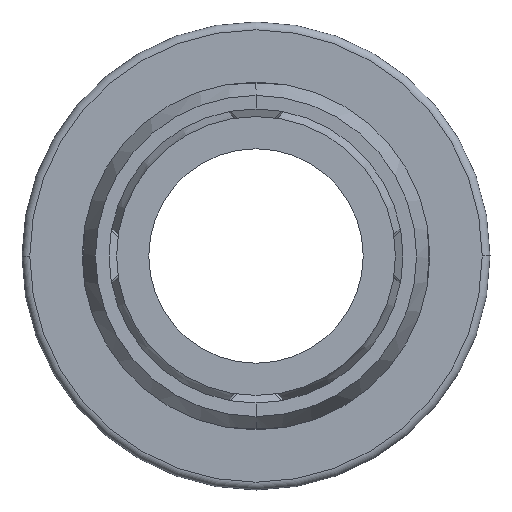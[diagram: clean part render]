
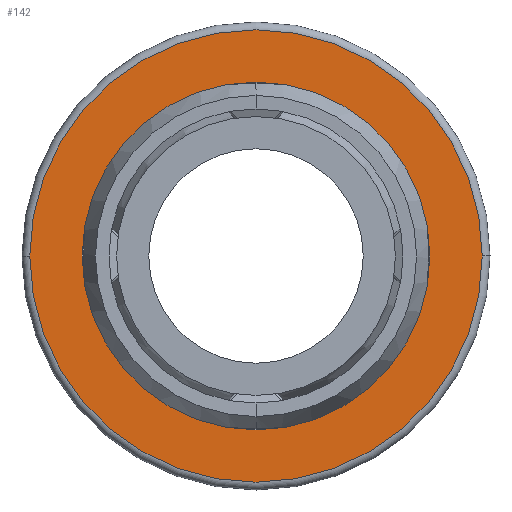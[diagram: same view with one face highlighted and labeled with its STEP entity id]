
A CAD part, left-side view. The second image highlights one B-rep face of the part: STEP entity #142.
In plain terms, the highlighted planar face has unit normal (-1, 0, 0).
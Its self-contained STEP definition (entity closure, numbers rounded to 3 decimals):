
#142=ADVANCED_FACE('',(#366,#367),#368,.T.);
#366=FACE_OUTER_BOUND('',#687,.T.);
#367=FACE_BOUND('',#688,.T.);
#368=PLANE('',#689);
#687=EDGE_LOOP('',(#1010,#1011));
#688=EDGE_LOOP('',(#1012,#1013));
#689=AXIS2_PLACEMENT_3D('',#1014,#1015,#1016);
#1010=ORIENTED_EDGE('',*,*,#1824,.F.);
#1011=ORIENTED_EDGE('',*,*,#1846,.F.);
#1012=ORIENTED_EDGE('',*,*,#1844,.T.);
#1013=ORIENTED_EDGE('',*,*,#1830,.T.);
#1014=CARTESIAN_POINT('',(0.,0.,51.291));
#1015=DIRECTION('',(-1.0,0.,0.));
#1016=DIRECTION('',(0.,1.0,0.0));
#1824=EDGE_CURVE('',#2161,#2164,#2165,.T.);
#1830=EDGE_CURVE('',#2175,#2172,#2176,.T.);
#1844=EDGE_CURVE('',#2172,#2175,#2194,.T.);
#1846=EDGE_CURVE('',#2164,#2161,#2196,.T.);
#2161=VERTEX_POINT('',#2657);
#2164=VERTEX_POINT('',#2660);
#2165=CIRCLE('',#2661,58.0);
#2172=VERTEX_POINT('',#2668);
#2175=VERTEX_POINT('',#2672);
#2176=CIRCLE('',#2673,44.581);
#2194=CIRCLE('',#2694,44.581);
#2196=CIRCLE('',#2696,58.0);
#2657=CARTESIAN_POINT('',(0.,58.0,0.));
#2660=CARTESIAN_POINT('',(0.,-58.0,0.));
#2661=AXIS2_PLACEMENT_3D('',#3281,#3282,#3283);
#2668=CARTESIAN_POINT('',(0.,0.,44.581));
#2672=CARTESIAN_POINT('',(0.,0.,-44.581));
#2673=AXIS2_PLACEMENT_3D('',#3294,#3295,#3296);
#2694=AXIS2_PLACEMENT_3D('',#3318,#3319,#3320);
#2696=AXIS2_PLACEMENT_3D('',#3321,#3322,#3323);
#3281=CARTESIAN_POINT('',(0.,0.0,0.0));
#3282=DIRECTION('',(1.0,0.0,-0.0));
#3283=DIRECTION('',(0.0,0.,1.0));
#3294=CARTESIAN_POINT('',(0.,0.0,0.0));
#3295=DIRECTION('',(1.0,0.0,-0.0));
#3296=DIRECTION('',(0.0,0.,1.0));
#3318=CARTESIAN_POINT('',(0.,0.0,0.0));
#3319=DIRECTION('',(1.0,0.0,-0.0));
#3320=DIRECTION('',(0.0,0.,1.0));
#3321=CARTESIAN_POINT('',(0.,0.0,0.0));
#3322=DIRECTION('',(1.0,0.0,-0.0));
#3323=DIRECTION('',(0.0,0.,1.0));
